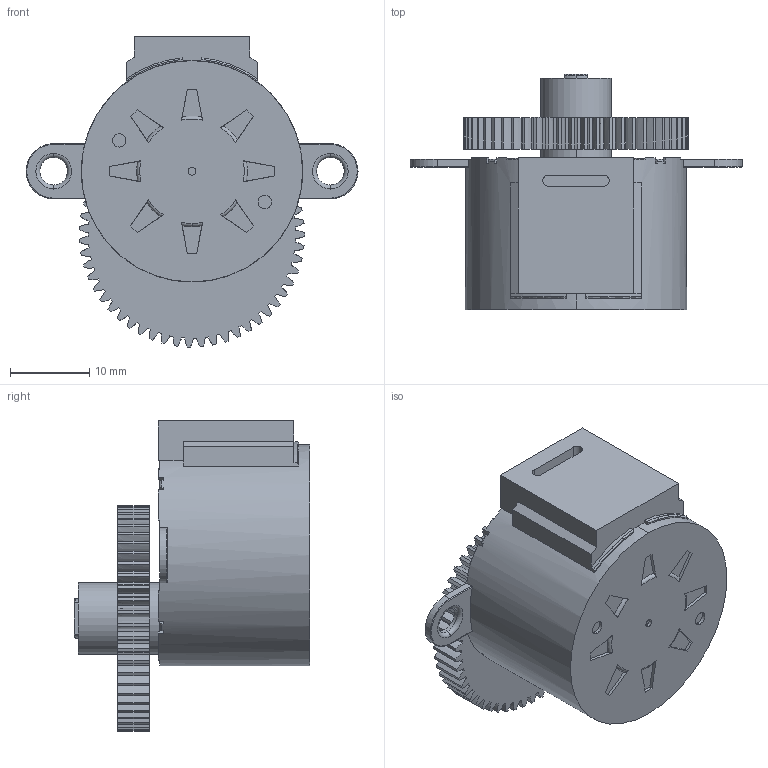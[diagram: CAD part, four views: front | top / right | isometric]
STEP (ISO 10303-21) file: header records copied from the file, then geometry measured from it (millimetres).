
FILE_DESCRIPTION(('FreeCAD Model'),'2;1');
FILE_NAME('Open CASCADE Shape Model','2022-11-28T01:19:54',(''),(''), 'Open CASCADE STEP processor 7.6','FreeCAD','Unknown');
FILE_SCHEMA(('AUTOMOTIVE_DESIGN { 1 0 10303 214 1 1 1 1 }'));
Length unit declared in the file: millimetre
Products named in the file (3): Unbenannt3; Zahnrad_Reely_05_55_001; 28byj-48 5v stepper motor1_001
Assembly tree (2 placements, depth 2):
  Unbenannt3
    Zahnrad_Reely_05_55_001
    28byj-48 5v stepper motor1_001
Bounding box: 42 x 29.8 x 39.25 mm (x, y, z)
Volume: 15478.9 mm3; surface area: 5844.9 mm2
Topology: 2 solids, 2 shells, 457 faces, 1262 edges, 837 vertices
Faces by surface type: extrusion 218, plane 140, cylinder 69, torus 30
Full cylindrical faces by diameter (mm): 4 x1, 9 x1
Entity records: 36700 total; most frequent: CARTESIAN_POINT 11367, DIRECTION 3656, VECTOR 2596, ORIENTED_EDGE 2524, PCURVE 2524, DEFINITIONAL_REPRESENTATION 2524, LINE 2378, EDGE_CURVE 1262
